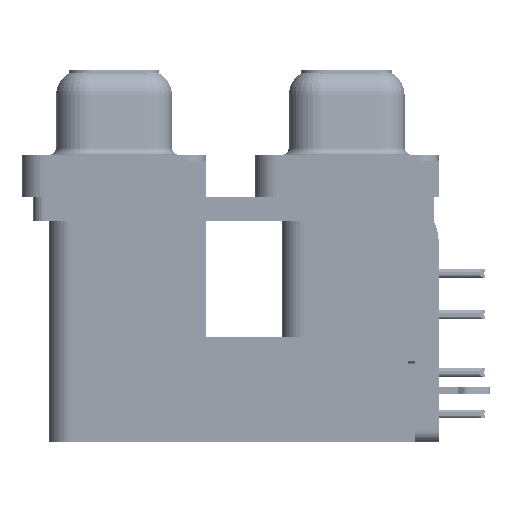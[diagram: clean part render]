
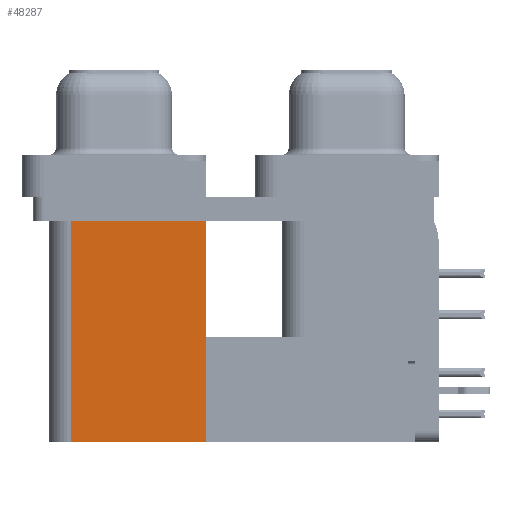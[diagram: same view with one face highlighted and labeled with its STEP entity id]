
A CAD part, left-side view. The second image highlights one B-rep face of the part: STEP entity #48287.
In plain terms, the highlighted planar face has unit normal (-1, 0, 0).
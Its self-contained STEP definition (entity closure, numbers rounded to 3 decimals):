
#365 = ORIENTED_EDGE ( 'NONE', *, *, #35379, .F. ) ;
#1618 = EDGE_CURVE ( 'NONE', #7691, #48896, #47865, .T. ) ;
#3251 = CARTESIAN_POINT ( 'NONE',  ( 3.7, 18.8, -2.5 ) ) ;
#4114 = AXIS2_PLACEMENT_3D ( 'NONE', #17921, #36378, #50001 ) ;
#6945 = VECTOR ( 'NONE', #33415, 1000. ) ;
#7691 = VERTEX_POINT ( 'NONE', #17911 ) ;
#8517 = EDGE_CURVE ( 'NONE', #7691, #10644, #20535, .T. ) ;
#8670 = VECTOR ( 'NONE', #47500, 1000. ) ;
#10068 = DIRECTION ( 'NONE',  ( 0., 0., 1. ) ) ;
#10644 = VERTEX_POINT ( 'NONE', #59470 ) ;
#10646 = VECTOR ( 'NONE', #24865, 1000. ) ;
#12470 = PLANE ( 'NONE',  #4114 ) ;
#15259 = LINE ( 'NONE', #56747, #6945 ) ;
#17911 = CARTESIAN_POINT ( 'NONE',  ( 3.7, 9.6, -19.2 ) ) ;
#17921 = CARTESIAN_POINT ( 'NONE',  ( 3.7, 9.6, -19.2 ) ) ;
#19189 = LINE ( 'NONE', #24045, #44358 ) ;
#20535 = LINE ( 'NONE', #38994, #8670 ) ;
#24045 = CARTESIAN_POINT ( 'NONE',  ( 3.7, 18.8, -19.2 ) ) ;
#24434 = ORIENTED_EDGE ( 'NONE', *, *, #46954, .T. ) ;
#24865 = DIRECTION ( 'NONE',  ( 0., 0., 1. ) ) ;
#25992 = ORIENTED_EDGE ( 'NONE', *, *, #1618, .T. ) ;
#26436 = FACE_OUTER_BOUND ( 'NONE', #33432, .T. ) ;
#32817 = VERTEX_POINT ( 'NONE', #3251 ) ;
#33415 = DIRECTION ( 'NONE',  ( 0., 1., 0. ) ) ;
#33432 = EDGE_LOOP ( 'NONE', ( #24434, #365, #35488, #25992 ) ) ;
#35379 = EDGE_CURVE ( 'NONE', #10644, #32817, #19189, .T. ) ;
#35488 = ORIENTED_EDGE ( 'NONE', *, *, #8517, .F. ) ;
#36378 = DIRECTION ( 'NONE',  ( 1., 0., 0. ) ) ;
#38994 = CARTESIAN_POINT ( 'NONE',  ( 3.7, 9.6, -19.2 ) ) ;
#44358 = VECTOR ( 'NONE', #10068, 1000. ) ;
#46954 = EDGE_CURVE ( 'NONE', #48896, #32817, #15259, .T. ) ;
#47500 = DIRECTION ( 'NONE',  ( 0., 1., 0. ) ) ;
#47865 = LINE ( 'NONE', #56954, #10646 ) ;
#48287 = ADVANCED_FACE ( 'NONE', ( #26436 ), #12470, .F. ) ;
#48896 = VERTEX_POINT ( 'NONE', #51716 ) ;
#50001 = DIRECTION ( 'NONE',  ( 0., 1., 0. ) ) ;
#51716 = CARTESIAN_POINT ( 'NONE',  ( 3.7, 9.6, -2.5 ) ) ;
#56747 = CARTESIAN_POINT ( 'NONE',  ( 3.7, 9.6, -2.5 ) ) ;
#56954 = CARTESIAN_POINT ( 'NONE',  ( 3.7, 9.6, -19.2 ) ) ;
#59470 = CARTESIAN_POINT ( 'NONE',  ( 3.7, 18.8, -19.2 ) ) ;
